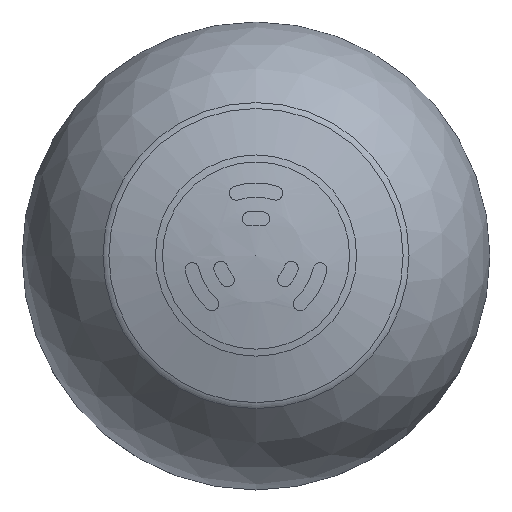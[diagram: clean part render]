
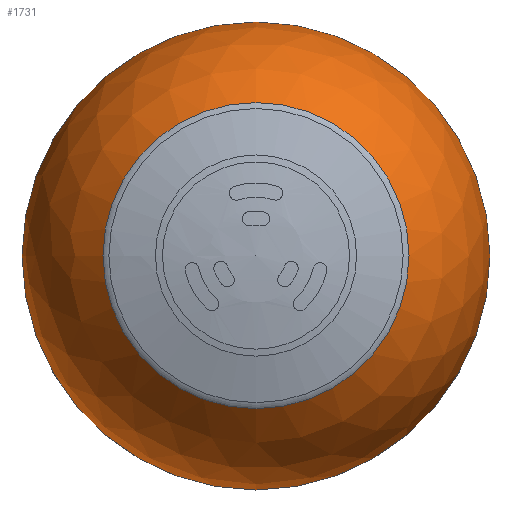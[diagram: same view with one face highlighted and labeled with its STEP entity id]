
A CAD part, top view. The second image highlights one B-rep face of the part: STEP entity #1731.
In plain terms, the highlighted spherical face has radius 25 mm.
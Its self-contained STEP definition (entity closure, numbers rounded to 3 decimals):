
#388=FACE_OUTER_BOUND('',#502,.T.);
#502=EDGE_LOOP('',(#1357,#1358,#1359,#1360));
#627=CIRCLE('',#1913,16.357);
#628=CIRCLE('',#1914,25.);
#629=CIRCLE('',#1915,25.);
#833=VERTEX_POINT('',#3032);
#834=VERTEX_POINT('',#3034);
#1033=EDGE_CURVE('',#833,#833,#627,.T.);
#1034=EDGE_CURVE('',#833,#834,#628,.T.);
#1035=EDGE_CURVE('',#834,#834,#629,.T.);
#1357=ORIENTED_EDGE('',*,*,#1033,.F.);
#1358=ORIENTED_EDGE('',*,*,#1034,.T.);
#1359=ORIENTED_EDGE('',*,*,#1035,.T.);
#1360=ORIENTED_EDGE('',*,*,#1034,.F.);
#1682=SPHERICAL_SURFACE('',#1912,25.);
#1731=ADVANCED_FACE('',(#388),#1682,.T.);
#1912=AXIS2_PLACEMENT_3D('',#3031,#2214,#2215);
#1913=AXIS2_PLACEMENT_3D('',#3033,#2216,#2217);
#1914=AXIS2_PLACEMENT_3D('',#3035,#2218,#2219);
#1915=AXIS2_PLACEMENT_3D('',#3036,#2220,#2221);
#2214=DIRECTION('center_axis',(0.,0.,1.));
#2215=DIRECTION('ref_axis',(1.,0.,0.));
#2216=DIRECTION('center_axis',(0.,0.,1.));
#2217=DIRECTION('ref_axis',(1.,0.,0.));
#2218=DIRECTION('center_axis',(0.,-1.,0.));
#2219=DIRECTION('ref_axis',(-1.,0.,0.));
#2220=DIRECTION('center_axis',(0.,0.,1.));
#2221=DIRECTION('ref_axis',(1.,0.,0.));
#3031=CARTESIAN_POINT('Origin',(0.,0.,11.));
#3032=CARTESIAN_POINT('',(-16.357,0.,29.906));
#3033=CARTESIAN_POINT('Origin',(0.,0.,29.906));
#3034=CARTESIAN_POINT('',(-25.,0.,11.));
#3035=CARTESIAN_POINT('Origin',(0.,0.,11.));
#3036=CARTESIAN_POINT('Origin',(0.,0.,11.));
